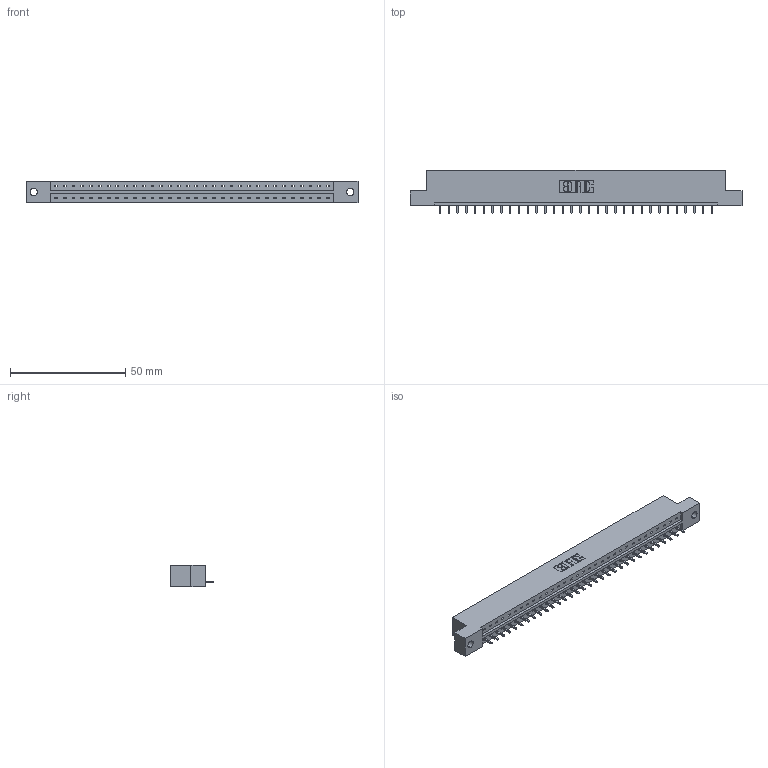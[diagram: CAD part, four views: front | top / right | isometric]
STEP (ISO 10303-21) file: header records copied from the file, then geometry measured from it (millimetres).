
FILE_DESCRIPTION (( 'STEP AP203' ), '1' );
FILE_NAME ('379-032-521-102.STEP', '2020-02-26T16:04:34', ( '' ), ( '' ), 'SwSTEP 2.0', 'SolidWorks 2016', '' );
FILE_SCHEMA (( 'CONFIG_CONTROL_DESIGN' ));
Length unit declared in the file: inch
Products named in the file (3): 345-292-001_345-293-121; 379 Part_Flush - .128 Dia; 379-032-521-102
Assembly tree (33 placements, depth 2):
  379-032-521-102
    379 Part_Flush - .128 Dia
    345-292-001_345-293-121  x32
Bounding box: 144.15 x 18.72 x 9.53 mm (x, y, z)
Volume: 14896.9 mm3; surface area: 14535.9 mm2
Topology: 33 solids, 33 shells, 1970 faces, 5943 edges, 3918 vertices
Faces by surface type: plane 1414, cylinder 556
Entity records: 20877 total; most frequent: CARTESIAN_POINT 3610, ORIENTED_EDGE 3578, DIRECTION 3065, EDGE_CURVE 1789, LINE 1661, VECTOR 1661, VERTEX_POINT 1190, AXIS2_PLACEMENT_3D 702
